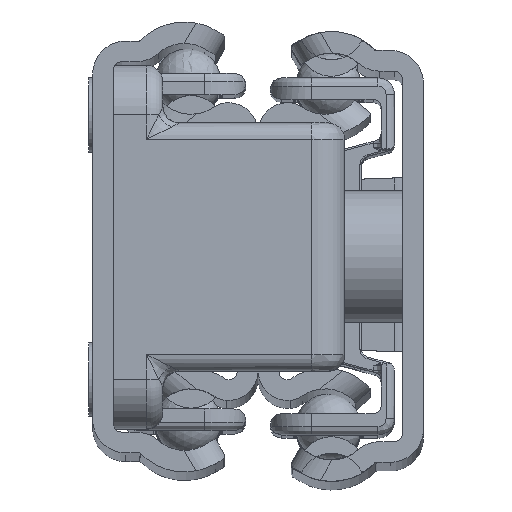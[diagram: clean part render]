
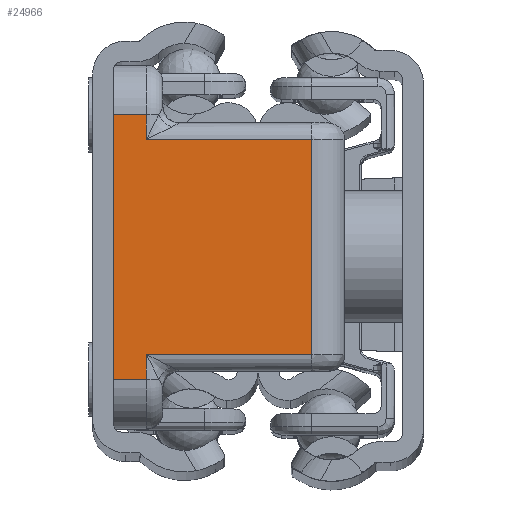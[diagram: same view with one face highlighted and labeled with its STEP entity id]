
A CAD part, top view. The second image highlights one B-rep face of the part: STEP entity #24966.
In plain terms, the highlighted planar face has unit normal (0, 0, 1).
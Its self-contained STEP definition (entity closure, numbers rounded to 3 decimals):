
#1392=PLANE('',#27120);
#2366=FACE_OUTER_BOUND('',#3805,.T.);
#3805=EDGE_LOOP('',(#19553,#19554,#19555,#19556,#19557,#19558,#19559,#19560));
#5690=LINE('',#40803,#7572);
#5692=LINE('',#40809,#7574);
#5700=LINE('',#40843,#7582);
#5709=LINE('',#41068,#7591);
#5713=LINE('',#41079,#7595);
#5722=LINE('',#41115,#7604);
#5723=LINE('',#41118,#7605);
#5724=LINE('',#41119,#7606);
#7572=VECTOR('',#32272,10.);
#7574=VECTOR('',#32278,10.);
#7582=VECTOR('',#32310,10.);
#7591=VECTOR('',#32373,10.);
#7595=VECTOR('',#32387,10.);
#7604=VECTOR('',#32420,10.);
#7605=VECTOR('',#32423,10.);
#7606=VECTOR('',#32424,10.);
#10816=VERTEX_POINT('',#40746);
#10821=VERTEX_POINT('',#40797);
#10824=VERTEX_POINT('',#40807);
#10829=VERTEX_POINT('',#40841);
#10835=VERTEX_POINT('',#40877);
#10849=VERTEX_POINT('',#41052);
#10860=VERTEX_POINT('',#41113);
#10861=VERTEX_POINT('',#41117);
#13865=EDGE_CURVE('',#10816,#10821,#5690,.T.);
#13868=EDGE_CURVE('',#10824,#10816,#5692,.T.);
#13882=EDGE_CURVE('',#10829,#10824,#5700,.T.);
#13918=EDGE_CURVE('',#10849,#10835,#5709,.T.);
#13924=EDGE_CURVE('',#10835,#10829,#5713,.T.);
#13938=EDGE_CURVE('',#10860,#10849,#5722,.T.);
#13939=EDGE_CURVE('',#10860,#10861,#5723,.T.);
#13940=EDGE_CURVE('',#10821,#10861,#5724,.T.);
#19553=ORIENTED_EDGE('',*,*,#13868,.F.);
#19554=ORIENTED_EDGE('',*,*,#13882,.F.);
#19555=ORIENTED_EDGE('',*,*,#13924,.F.);
#19556=ORIENTED_EDGE('',*,*,#13918,.F.);
#19557=ORIENTED_EDGE('',*,*,#13938,.F.);
#19558=ORIENTED_EDGE('',*,*,#13939,.T.);
#19559=ORIENTED_EDGE('',*,*,#13940,.F.);
#19560=ORIENTED_EDGE('',*,*,#13865,.F.);
#24966=ADVANCED_FACE('',(#2366),#1392,.T.);
#27120=AXIS2_PLACEMENT_3D('',#41116,#32421,#32422);
#32272=DIRECTION('',(0.,-1.,0.));
#32278=DIRECTION('',(-1.,0.,0.));
#32310=DIRECTION('',(0.,-1.,0.));
#32373=DIRECTION('',(0.,-1.,0.));
#32387=DIRECTION('',(1.,0.,0.));
#32420=DIRECTION('',(1.,0.,0.));
#32421=DIRECTION('center_axis',(0.,0.,1.));
#32422=DIRECTION('ref_axis',(1.,0.,0.));
#32423=DIRECTION('',(0.,-1.,0.));
#32424=DIRECTION('',(-1.,0.,0.));
#40746=CARTESIAN_POINT('',(-2.3,-6.5,298.));
#40797=CARTESIAN_POINT('',(-2.3,-8.,298.));
#40803=CARTESIAN_POINT('',(-2.3,5.5,298.));
#40807=CARTESIAN_POINT('',(7.7,-6.5,298.));
#40809=CARTESIAN_POINT('',(-1.3,-6.5,298.));
#40841=CARTESIAN_POINT('',(7.7,6.5,298.));
#40843=CARTESIAN_POINT('',(7.7,5.5,298.));
#40877=CARTESIAN_POINT('',(-2.3,6.5,298.));
#41052=CARTESIAN_POINT('',(-2.3,8.,298.));
#41068=CARTESIAN_POINT('',(-2.3,5.5,298.));
#41079=CARTESIAN_POINT('',(-1.3,6.5,298.));
#41113=CARTESIAN_POINT('',(-4.3,8.,298.));
#41115=CARTESIAN_POINT('',(-1.3,8.,298.));
#41116=CARTESIAN_POINT('Origin',(-1.3,11.,298.));
#41117=CARTESIAN_POINT('',(-4.3,-8.,298.));
#41118=CARTESIAN_POINT('',(-4.3,-11.,298.));
#41119=CARTESIAN_POINT('',(-1.3,-8.,298.));
